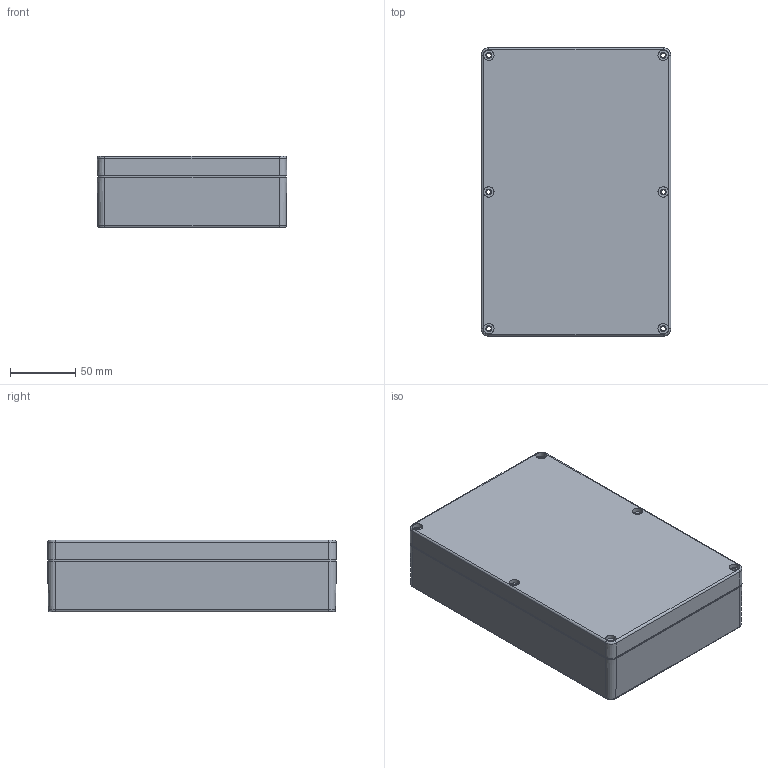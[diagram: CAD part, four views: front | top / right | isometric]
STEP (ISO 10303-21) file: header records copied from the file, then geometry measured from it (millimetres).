
FILE_DESCRIPTION (( 'STEP AP214' ), '1' );
FILE_NAME ('G218 G317.STEP', '2016-07-21T05:38:52', ( '' ), ( '' ), 'SwSTEP 2.0', 'SolidWorks 2014', '' );
FILE_SCHEMA (( 'AUTOMOTIVE_DESIGN' ));
Length unit declared in the file: millimetre
Products named in the file (3): G218-COVER; G218-BASE; G218 G317
Assembly tree (2 placements, depth 2):
  G218 G317
    G218-BASE
    G218-COVER
Bounding box: 146 x 222 x 55 mm (x, y, z)
Volume: 329754.1 mm3; surface area: 224482.4 mm2
Topology: 2 solids, 2 shells, 672 faces, 1746 edges, 1120 vertices
Faces by surface type: plane 286, cylinder 208, cone 170, bspline 8
Entity records: 20960 total; most frequent: CARTESIAN_POINT 3925, DIRECTION 3700, ORIENTED_EDGE 3456, EDGE_CURVE 1728, AXIS2_PLACEMENT_3D 1363, VERTEX_POINT 1120, VECTOR 974, LINE 974
